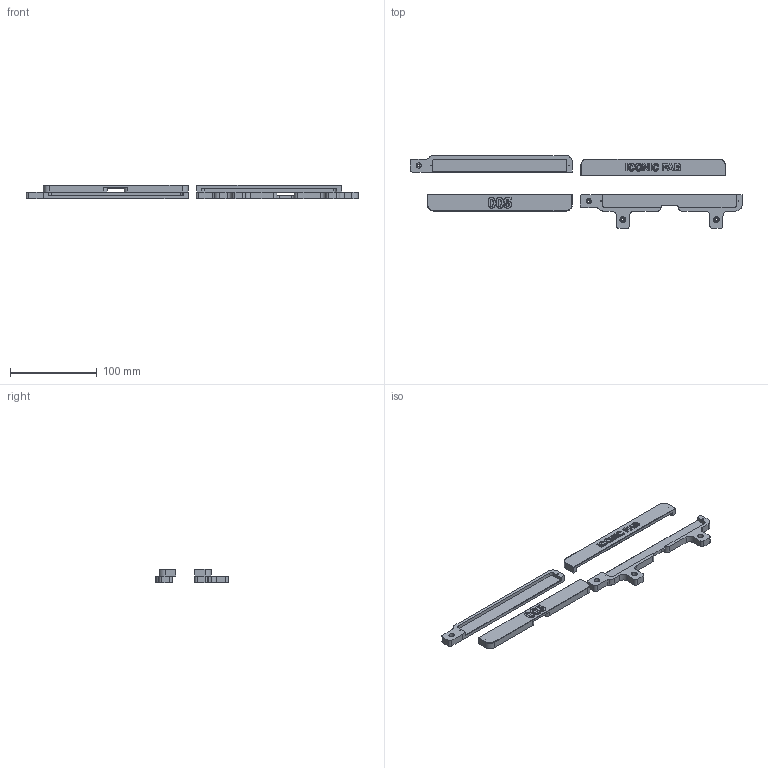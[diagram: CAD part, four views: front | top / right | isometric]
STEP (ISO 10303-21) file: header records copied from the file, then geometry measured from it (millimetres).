
FILE_DESCRIPTION(('HOOPS Exchange Step'),'2;1');
FILE_NAME('temp_export','2023-07-18T21:20:57+03:00',('nikolaskuja'),('Shapr3D Limited'),'HOOPS Exchange 2022.2','Shapr3D','Authorized');
FILE_SCHEMA( ('AUTOMOTIVE_DESIGN { 1 0 10303 214 1 1 1 1 }') );
Length unit declared in the file: millimetre
Products named in the file (2): Tablet mounts; root
Assembly tree (1 placements, depth 2):
  root
    Tablet mounts
Bounding box: 383.05 x 84 x 16 mm (x, y, z)
Volume: 69129 mm3; surface area: 40934.8 mm2
Topology: 4 solids, 4 shells, 398 faces, 952 edges, 592 vertices
Faces by surface type: plane 230, bspline 94, cylinder 56, cone 14, torus 4
Full cylindrical faces by diameter (mm): 1 x8, 3 x4, 3.5 x4, 6 x4
Entity records: 14093 total; most frequent: CARTESIAN_POINT 5371, ORIENTED_EDGE 1904, DIRECTION 1521, EDGE_CURVE 952, VECTOR 609, LINE 609, VERTEX_POINT 592, AXIS2_PLACEMENT_3D 456
